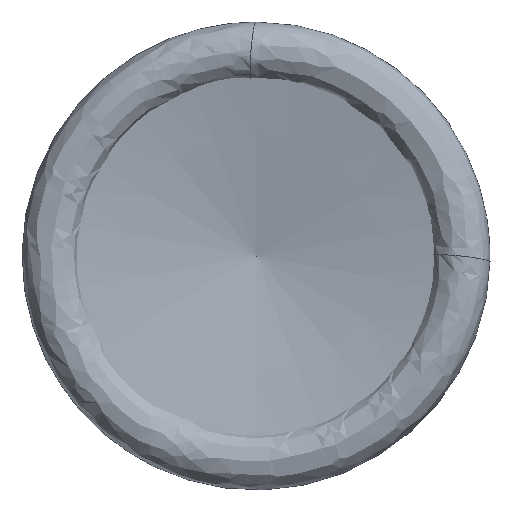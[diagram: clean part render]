
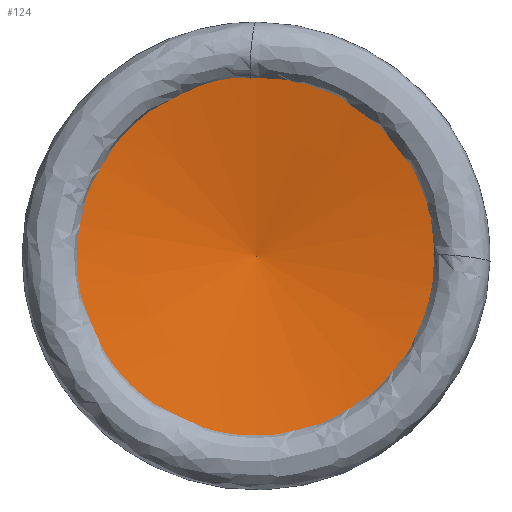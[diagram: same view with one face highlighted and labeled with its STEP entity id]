
A CAD part, left-side view. The second image highlights one B-rep face of the part: STEP entity #124.
In plain terms, the highlighted conical face has half-angle 80 degrees and reference radius 31.087 mm.
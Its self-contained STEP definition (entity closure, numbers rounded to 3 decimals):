
#114=CONICAL_SURFACE('',#225,31.087,80.);
#115=VERTEX_LOOP('',#192);
#124=ADVANCED_FACE('',(#139,#140),#114,.F.);
#139=FACE_BOUND('',#158,.T.);
#140=FACE_BOUND('',#115,.T.);
#158=EDGE_LOOP('',(#176));
#176=ORIENTED_EDGE('',*,*,#201,.T.);
#191=VERTEX_POINT('',#281);
#192=VERTEX_POINT('',#282);
#201=EDGE_CURVE('',#191,#191,#210,.T.);
#210=CIRCLE('',#224,31.087);
#224=AXIS2_PLACEMENT_3D('',#280,#250,#251);
#225=AXIS2_PLACEMENT_3D('',#283,#252,#253);
#250=DIRECTION('',(-1.,0.,0.));
#251=DIRECTION('',(0.,0.,1.));
#252=DIRECTION('',(-1.,0.,0.));
#253=DIRECTION('',(0.,0.,1.));
#280=CARTESIAN_POINT('',(3.,0.,0.));
#281=CARTESIAN_POINT('',(3.,0.,31.087));
#282=CARTESIAN_POINT('',(8.481,0.,0.));
#283=CARTESIAN_POINT('',(3.,0.,0.));
